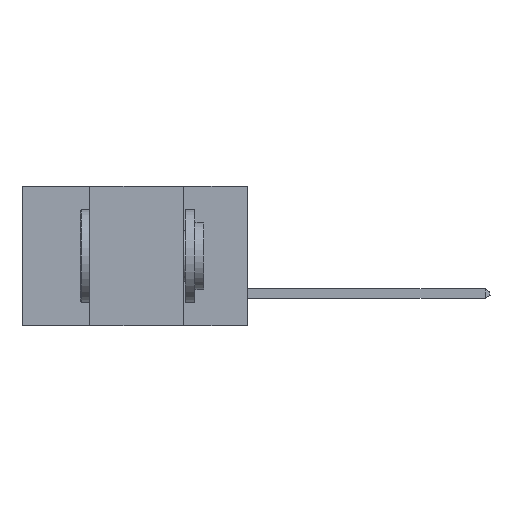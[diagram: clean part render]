
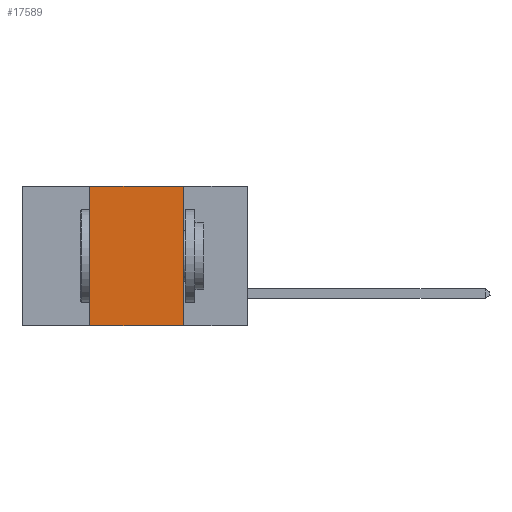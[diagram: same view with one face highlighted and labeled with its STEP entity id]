
A CAD part, left-side view. The second image highlights one B-rep face of the part: STEP entity #17589.
In plain terms, the highlighted planar face has unit normal (-1, 0, 0).
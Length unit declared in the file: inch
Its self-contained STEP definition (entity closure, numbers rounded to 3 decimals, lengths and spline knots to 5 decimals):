
#2204 = CARTESIAN_POINT ( 'NONE',  ( 0., 0.6, 0. ) ) ;
#2386 = LINE ( 'NONE', #16352, #23495 ) ;
#3227 = LINE ( 'NONE', #4479, #19556 ) ;
#3593 = CARTESIAN_POINT ( 'NONE',  ( 0., 0.42, -0.37 ) ) ;
#3664 = LINE ( 'NONE', #23727, #8434 ) ;
#4308 = DIRECTION ( 'NONE',  ( 0., -1., 0. ) ) ;
#4479 = CARTESIAN_POINT ( 'NONE',  ( 0., 0.6, -0.37 ) ) ;
#5162 = ORIENTED_EDGE ( 'NONE', *, *, #9233, .T. ) ;
#6110 = PLANE ( 'NONE',  #25673 ) ;
#6312 = DIRECTION ( 'NONE',  ( 0., -1., 0. ) ) ;
#6583 = EDGE_CURVE ( 'NONE', #22768, #13970, #16841, .T. ) ;
#6776 = CARTESIAN_POINT ( 'NONE',  ( 0., 0.17, -0.37 ) ) ;
#7201 = ORIENTED_EDGE ( 'NONE', *, *, #12403, .F. ) ;
#7988 = DIRECTION ( 'NONE',  ( 1., 0., 0. ) ) ;
#8434 = VECTOR ( 'NONE', #23638, 39.37008 ) ;
#9233 = EDGE_CURVE ( 'NONE', #16215, #10885, #3227, .T. ) ;
#10885 = VERTEX_POINT ( 'NONE', #6776 ) ;
#10953 = FACE_OUTER_BOUND ( 'NONE', #17868, .T. ) ;
#11379 = VECTOR ( 'NONE', #6312, 39.37008 ) ;
#12403 = EDGE_CURVE ( 'NONE', #16215, #22768, #3664, .T. ) ;
#12637 = EDGE_CURVE ( 'NONE', #13970, #10885, #2386, .T. ) ;
#12640 = CARTESIAN_POINT ( 'NONE',  ( 0., 0.6, 0. ) ) ;
#13478 = CARTESIAN_POINT ( 'NONE',  ( 0., 0.17, 0. ) ) ;
#13970 = VERTEX_POINT ( 'NONE', #13478 ) ;
#14024 = ORIENTED_EDGE ( 'NONE', *, *, #12637, .F. ) ;
#16215 = VERTEX_POINT ( 'NONE', #3593 ) ;
#16352 = CARTESIAN_POINT ( 'NONE',  ( 0., 0.17, 0. ) ) ;
#16841 = LINE ( 'NONE', #12640, #11379 ) ;
#17589 = ADVANCED_FACE ( 'NONE', ( #10953 ), #6110, .F. ) ;
#17868 = EDGE_LOOP ( 'NONE', ( #14024, #19481, #7201, #5162 ) ) ;
#19481 = ORIENTED_EDGE ( 'NONE', *, *, #6583, .F. ) ;
#19556 = VECTOR ( 'NONE', #4308, 39.37008 ) ;
#20998 = DIRECTION ( 'NONE',  ( 0., 0., -1. ) ) ;
#22337 = DIRECTION ( 'NONE',  ( 0., 0., -1. ) ) ;
#22768 = VERTEX_POINT ( 'NONE', #25145 ) ;
#23495 = VECTOR ( 'NONE', #20998, 39.37008 ) ;
#23638 = DIRECTION ( 'NONE',  ( 0., 0., 1. ) ) ;
#23727 = CARTESIAN_POINT ( 'NONE',  ( 0., 0.42, 0. ) ) ;
#25145 = CARTESIAN_POINT ( 'NONE',  ( 0., 0.42, 0. ) ) ;
#25673 = AXIS2_PLACEMENT_3D ( 'NONE', #2204, #7988, #22337 ) ;
